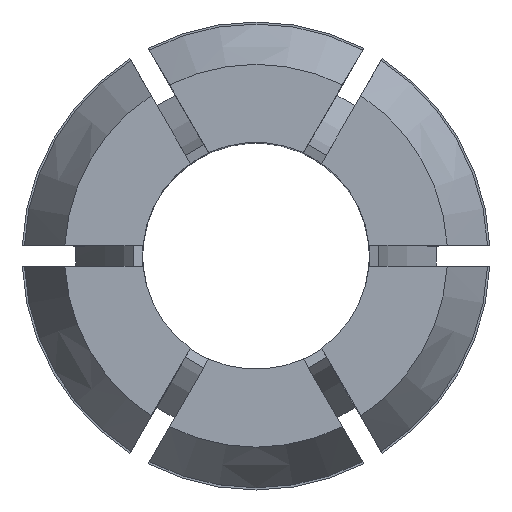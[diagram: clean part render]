
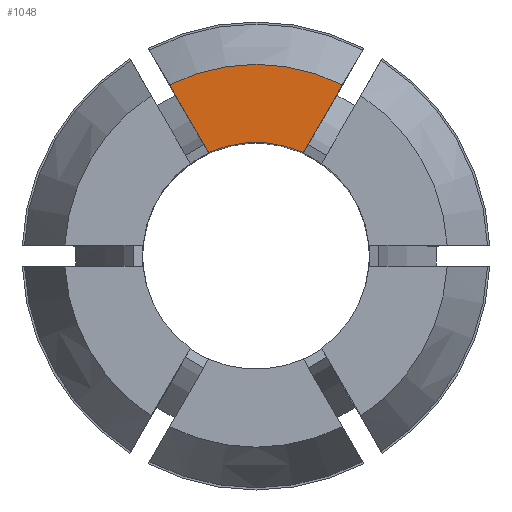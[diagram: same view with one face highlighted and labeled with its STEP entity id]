
A CAD part, top view. The second image highlights one B-rep face of the part: STEP entity #1048.
In plain terms, the highlighted planar face has unit normal (0, 0, 1).
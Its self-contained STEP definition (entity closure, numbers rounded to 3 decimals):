
#47 = VECTOR ( 'NONE', #2119, 1000. ) ;
#64 = FACE_OUTER_BOUND ( 'NONE', #1708, .T. ) ;
#126 = EDGE_CURVE ( 'NONE', #2510, #1063, #414, .T. ) ;
#235 = DIRECTION ( 'NONE',  ( 1., 0., 0. ) ) ;
#414 = CIRCLE ( 'NONE', #1612, 8. ) ;
#481 = LINE ( 'NONE', #1723, #1103 ) ;
#497 = CARTESIAN_POINT ( 'NONE',  ( -3.333, 7.273, 40. ) ) ;
#621 = DIRECTION ( 'NONE',  ( -0.5, -0.866, 0. ) ) ;
#759 = VERTEX_POINT ( 'NONE', #1473 ) ;
#762 = PLANE ( 'NONE',  #1404 ) ;
#784 = ORIENTED_EDGE ( 'NONE', *, *, #2365, .F. ) ;
#867 = EDGE_CURVE ( 'NONE', #759, #2510, #481, .T. ) ;
#1028 = CARTESIAN_POINT ( 'NONE',  ( 0., 13.499, 40. ) ) ;
#1048 = ADVANCED_FACE ( 'NONE', ( #64 ), #762, .T. ) ;
#1063 = VERTEX_POINT ( 'NONE', #497 ) ;
#1103 = VECTOR ( 'NONE', #621, 1000. ) ;
#1177 = AXIS2_PLACEMENT_3D ( 'NONE', #3307, #3008, #2512 ) ;
#1404 = AXIS2_PLACEMENT_3D ( 'NONE', #1028, #1554, #235 ) ;
#1473 = CARTESIAN_POINT ( 'NONE',  ( 6.09, 12.048, 40. ) ) ;
#1554 = DIRECTION ( 'NONE',  ( 0., 0., 1. ) ) ;
#1579 = LINE ( 'NONE', #3119, #47 ) ;
#1612 = AXIS2_PLACEMENT_3D ( 'NONE', #2609, #2100, #2865 ) ;
#1708 = EDGE_LOOP ( 'NONE', ( #784, #2514, #2123, #2806 ) ) ;
#1721 = CARTESIAN_POINT ( 'NONE',  ( 3.333, 7.273, 40. ) ) ;
#1723 = CARTESIAN_POINT ( 'NONE',  ( 5.196, 10.5, 40. ) ) ;
#1764 = CARTESIAN_POINT ( 'NONE',  ( -6.09, 12.048, 40. ) ) ;
#2100 = DIRECTION ( 'NONE',  ( 0., 0., 1. ) ) ;
#2119 = DIRECTION ( 'NONE',  ( 0.5, -0.866, 0. ) ) ;
#2123 = ORIENTED_EDGE ( 'NONE', *, *, #126, .F. ) ;
#2127 = EDGE_CURVE ( 'NONE', #2383, #1063, #1579, .T. ) ;
#2365 = EDGE_CURVE ( 'NONE', #2383, #759, #2990, .T. ) ;
#2383 = VERTEX_POINT ( 'NONE', #1764 ) ;
#2510 = VERTEX_POINT ( 'NONE', #1721 ) ;
#2512 = DIRECTION ( 'NONE',  ( -1., 0., 0. ) ) ;
#2514 = ORIENTED_EDGE ( 'NONE', *, *, #2127, .T. ) ;
#2609 = CARTESIAN_POINT ( 'NONE',  ( 0., 0., 40. ) ) ;
#2806 = ORIENTED_EDGE ( 'NONE', *, *, #867, .F. ) ;
#2865 = DIRECTION ( 'NONE',  ( 1., 0., 0. ) ) ;
#2990 = CIRCLE ( 'NONE', #1177, 13.499 ) ;
#3008 = DIRECTION ( 'NONE',  ( 0., 0., -1. ) ) ;
#3119 = CARTESIAN_POINT ( 'NONE',  ( -5.196, 10.5, 40. ) ) ;
#3307 = CARTESIAN_POINT ( 'NONE',  ( 0., 0., 40. ) ) ;
